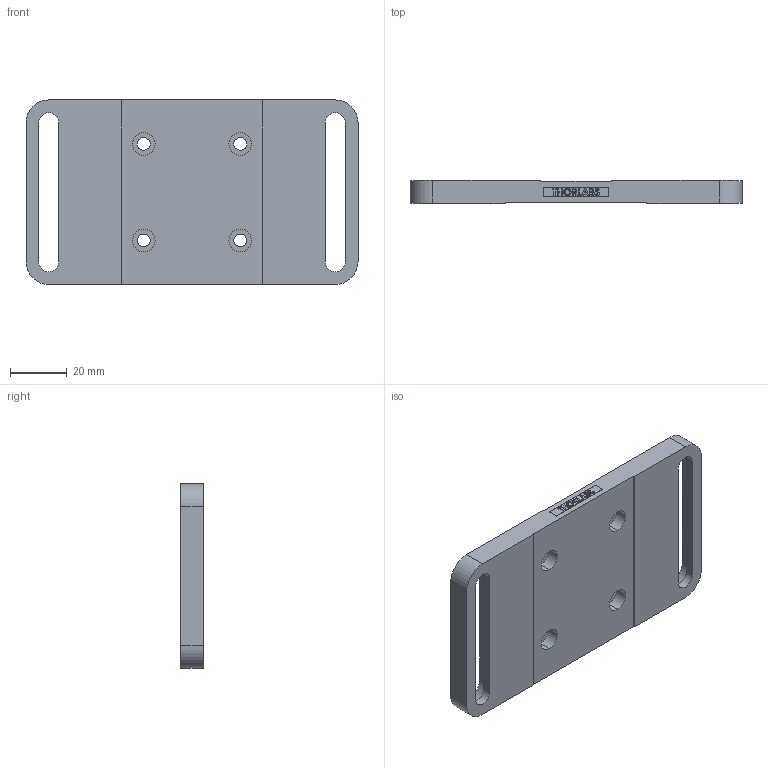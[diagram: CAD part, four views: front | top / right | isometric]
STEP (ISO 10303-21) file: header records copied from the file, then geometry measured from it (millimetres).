
FILE_DESCRIPTION (( 'STEP AP214' ), '1' );
FILE_NAME ('11095-E0W.step', '2007-10-25T02:58:40', ( ' ' ), ( ' ' ), 'SwSTEP 2.0', 'SolidWorks 2007', '' );
FILE_SCHEMA (( 'AUTOMOTIVE_DESIGN' ));
Length unit declared in the file: inch
Products named in the file (1): 11095-E0W
Bounding box: 117 x 8 x 65.11 mm (x, y, z)
Surface area: 19109 mm2 (no closed solid volume)
Topology: 0 solids, 9 shells, 83 faces, 370 edges, 302 vertices
Faces by surface type: plane 47, cylinder 32, bspline 4
Entity records: 5991 total; most frequent: CARTESIAN_POINT 2008, ORIENTED_EDGE 542, DIRECTION 522, EDGE_CURVE 370, VERTEX_POINT 302, VECTOR 234, LINE 234, AXIS2_PLACEMENT_3D 144
